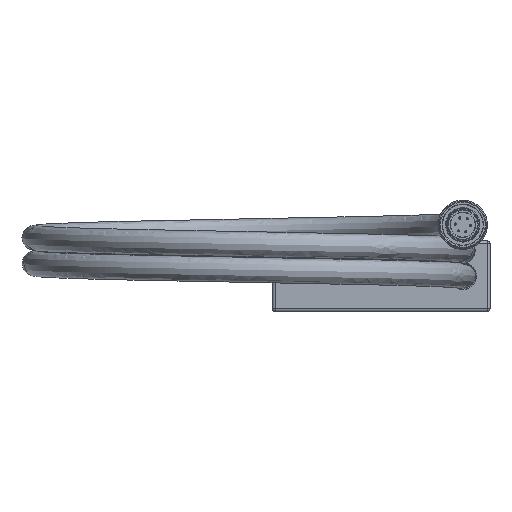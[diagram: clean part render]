
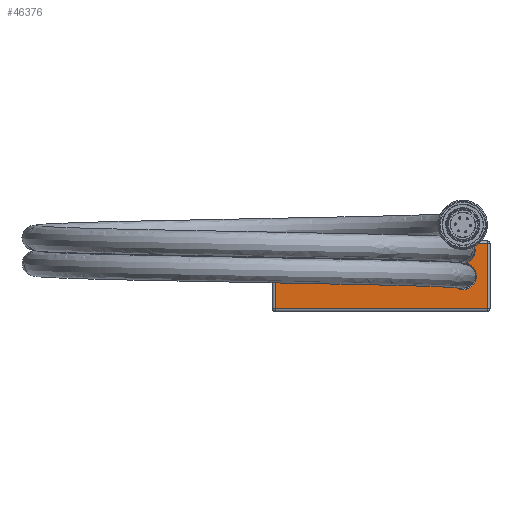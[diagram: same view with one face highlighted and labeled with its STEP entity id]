
A CAD part, left-side view. The second image highlights one B-rep face of the part: STEP entity #46376.
In plain terms, the highlighted planar face has unit normal (-1, 0, 0).
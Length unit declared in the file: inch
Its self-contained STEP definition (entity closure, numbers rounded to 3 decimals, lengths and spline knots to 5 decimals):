
#4192 = CARTESIAN_POINT ( 'NONE',  ( -0.6, 2., -0.025 ) ) ;
#4436 = DIRECTION ( 'NONE',  ( 1., 0., 0. ) ) ;
#10028 = CIRCLE ( 'NONE', #102196, 0.125 ) ;
#12729 = VECTOR ( 'NONE', #100830, 39.37008 ) ;
#19954 = AXIS2_PLACEMENT_3D ( 'NONE', #112315, #32209, #125787 ) ;
#22551 = EDGE_CURVE ( 'NONE', #28997, #167221, #23889, .T. ) ;
#23889 = LINE ( 'NONE', #125925, #126378 ) ;
#27811 = DIRECTION ( 'NONE',  ( 1., 0., 0. ) ) ;
#28551 = VERTEX_POINT ( 'NONE', #107744 ) ;
#28997 = VERTEX_POINT ( 'NONE', #139352 ) ;
#29788 = EDGE_CURVE ( 'NONE', #28551, #141571, #101311, .T. ) ;
#30898 = LINE ( 'NONE', #153916, #156489 ) ;
#32209 = DIRECTION ( 'NONE',  ( -1., 0., 0. ) ) ;
#33154 = VERTEX_POINT ( 'NONE', #124549 ) ;
#33681 = VERTEX_POINT ( 'NONE', #60967 ) ;
#34527 = CARTESIAN_POINT ( 'NONE',  ( -0.6, 0.25, -0.2 ) ) ;
#35618 = FACE_BOUND ( 'NONE', #60143, .T. ) ;
#45838 = DIRECTION ( 'NONE',  ( 0., 0., -1. ) ) ;
#46376 = ADVANCED_FACE ( 'NONE', ( #169508, #35618 ), #151561, .T. ) ;
#46508 = ORIENTED_EDGE ( 'NONE', *, *, #149922, .T. ) ;
#60143 = EDGE_LOOP ( 'NONE', ( #141551, #89239 ) ) ;
#60321 = DIRECTION ( 'NONE',  ( 0., -1., 0. ) ) ;
#60967 = CARTESIAN_POINT ( 'NONE',  ( -0.6, 0.025, -0.025 ) ) ;
#67314 = ORIENTED_EDGE ( 'NONE', *, *, #154100, .T. ) ;
#67525 = LINE ( 'NONE', #4192, #138756 ) ;
#68744 = EDGE_CURVE ( 'NONE', #141571, #28551, #10028, .T. ) ;
#83855 = LINE ( 'NONE', #140669, #12729 ) ;
#84515 = CARTESIAN_POINT ( 'NONE',  ( -0.6, 0.25, -0.325 ) ) ;
#89239 = ORIENTED_EDGE ( 'NONE', *, *, #29788, .T. ) ;
#96408 = EDGE_CURVE ( 'NONE', #33681, #28997, #67525, .T. ) ;
#97699 = DIRECTION ( 'NONE',  ( 0., 1., 0. ) ) ;
#97928 = DIRECTION ( 'NONE',  ( 0., 0., 1. ) ) ;
#100830 = DIRECTION ( 'NONE',  ( 0., 0., 1. ) ) ;
#101311 = CIRCLE ( 'NONE', #133863, 0.125 ) ;
#102196 = AXIS2_PLACEMENT_3D ( 'NONE', #107913, #27811, #121355 ) ;
#107744 = CARTESIAN_POINT ( 'NONE',  ( -0.6, 0.25, -0.45 ) ) ;
#107913 = CARTESIAN_POINT ( 'NONE',  ( -0.6, 0.25, -0.325 ) ) ;
#112315 = CARTESIAN_POINT ( 'NONE',  ( -0.6, 0., -0.65 ) ) ;
#121355 = DIRECTION ( 'NONE',  ( 0., 0., 1. ) ) ;
#124549 = CARTESIAN_POINT ( 'NONE',  ( -0.6, 0.025, -0.625 ) ) ;
#125787 = DIRECTION ( 'NONE',  ( 0., 0., 1. ) ) ;
#125925 = CARTESIAN_POINT ( 'NONE',  ( -0.6, 1.975, -0.65 ) ) ;
#126378 = VECTOR ( 'NONE', #45838, 39.37008 ) ;
#127265 = CARTESIAN_POINT ( 'NONE',  ( -0.6, 1.975, -0.625 ) ) ;
#128565 = EDGE_LOOP ( 'NONE', ( #161278, #46508, #67314, #136240 ) ) ;
#133863 = AXIS2_PLACEMENT_3D ( 'NONE', #84515, #4436, #97928 ) ;
#136240 = ORIENTED_EDGE ( 'NONE', *, *, #96408, .T. ) ;
#138756 = VECTOR ( 'NONE', #97699, 39.37008 ) ;
#139352 = CARTESIAN_POINT ( 'NONE',  ( -0.6, 1.975, -0.025 ) ) ;
#140669 = CARTESIAN_POINT ( 'NONE',  ( -0.6, 0.025, -0.65 ) ) ;
#141551 = ORIENTED_EDGE ( 'NONE', *, *, #68744, .T. ) ;
#141571 = VERTEX_POINT ( 'NONE', #34527 ) ;
#149922 = EDGE_CURVE ( 'NONE', #167221, #33154, #30898, .T. ) ;
#151561 = PLANE ( 'NONE',  #19954 ) ;
#153916 = CARTESIAN_POINT ( 'NONE',  ( -0.6, 0., -0.625 ) ) ;
#154100 = EDGE_CURVE ( 'NONE', #33154, #33681, #83855, .T. ) ;
#156489 = VECTOR ( 'NONE', #60321, 39.37008 ) ;
#161278 = ORIENTED_EDGE ( 'NONE', *, *, #22551, .T. ) ;
#167221 = VERTEX_POINT ( 'NONE', #127265 ) ;
#169508 = FACE_OUTER_BOUND ( 'NONE', #128565, .T. ) ;
